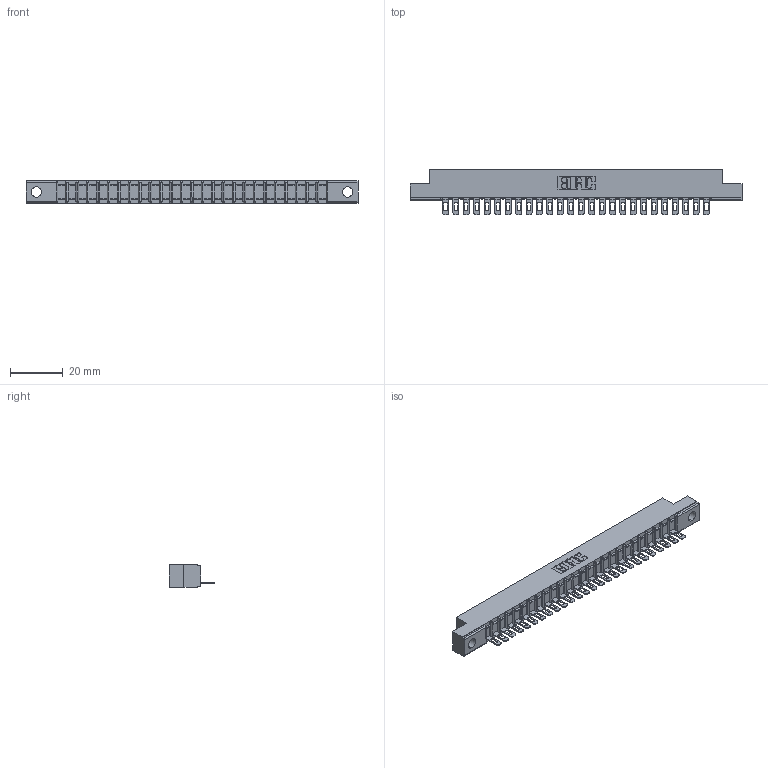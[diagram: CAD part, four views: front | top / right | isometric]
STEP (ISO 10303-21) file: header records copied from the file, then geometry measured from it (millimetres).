
FILE_DESCRIPTION (( 'STEP AP203' ), '1' );
FILE_NAME ('357-026-501-104.STEP', '2019-09-17T00:56:58', ( '' ), ( '' ), 'SwSTEP 2.0', 'SolidWorks 2016', '' );
FILE_SCHEMA (( 'CONFIG_CONTROL_DESIGN' ));
Length unit declared in the file: inch
Products named in the file (3): 307-290-002_501; 357-026-501-104; 307 Part_.156 Dia Mounting Holes
Assembly tree (27 placements, depth 2):
  357-026-501-104
    307 Part_.156 Dia Mounting Holes
    307-290-002_501  x26
Bounding box: 126.03 x 17.42 x 8.71 mm (x, y, z)
Volume: 8239.4 mm3; surface area: 15274.2 mm2
Topology: 27 solids, 27 shells, 2135 faces, 6547 edges, 4290 vertices
Faces by surface type: plane 1228, cylinder 853, sphere 54
Entity records: 25474 total; most frequent: CARTESIAN_POINT 4298, ORIENTED_EDGE 4286, DIRECTION 4179, EDGE_CURVE 2143, LINE 1637, VECTOR 1637, VERTEX_POINT 1390, AXIS2_PLACEMENT_3D 1271
